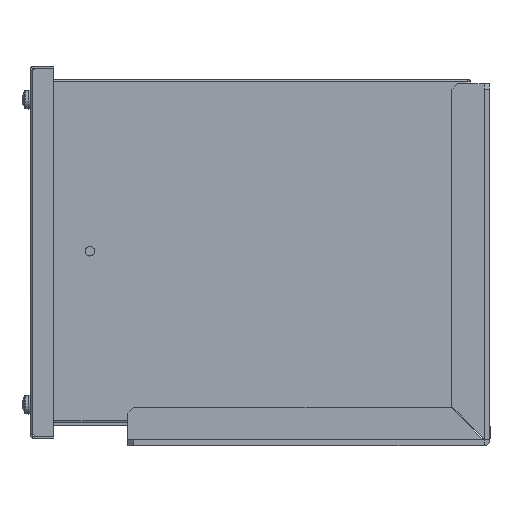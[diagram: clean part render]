
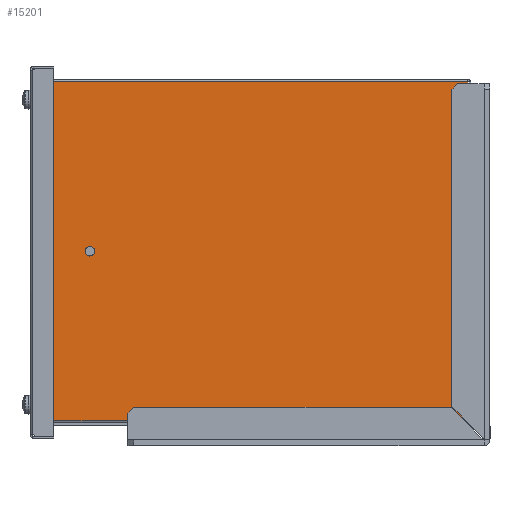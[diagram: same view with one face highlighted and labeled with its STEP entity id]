
A CAD part, left-side view. The second image highlights one B-rep face of the part: STEP entity #15201.
In plain terms, the highlighted planar face has unit normal (-1, 0, 0).
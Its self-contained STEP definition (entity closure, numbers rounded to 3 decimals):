
#428 = CARTESIAN_POINT ( 'NONE',  ( -140., -117.4, -1.9 ) ) ;
#1732 = VERTEX_POINT ( 'NONE', #22821 ) ;
#2276 = DIRECTION ( 'NONE',  ( 0., 0., -1. ) ) ;
#2365 = AXIS2_PLACEMENT_3D ( 'NONE', #25337, #9071, #28082 ) ;
#2640 = DIRECTION ( 'NONE',  ( 0., 0., 1. ) ) ;
#2720 = LINE ( 'NONE', #29642, #16270 ) ;
#3094 = DIRECTION ( 'NONE',  ( -1., 0., 0. ) ) ;
#3222 = VERTEX_POINT ( 'NONE', #10312 ) ;
#3278 = DIRECTION ( 'NONE',  ( 1., 0., 0. ) ) ;
#3780 = CARTESIAN_POINT ( 'NONE',  ( -140., -113.4, -1.9 ) ) ;
#4223 = CARTESIAN_POINT ( 'NONE',  ( -140., -113.9, -178.9 ) ) ;
#4313 = VECTOR ( 'NONE', #13865, 1000. ) ;
#4519 = VECTOR ( 'NONE', #11278, 1000. ) ;
#5005 = VECTOR ( 'NONE', #31249, 1000. ) ;
#5084 = CARTESIAN_POINT ( 'NONE',  ( -140., 113.4, 0. ) ) ;
#5774 = EDGE_CURVE ( 'NONE', #7163, #22975, #5857, .T. ) ;
#5857 = LINE ( 'NONE', #4223, #5005 ) ;
#6264 = ORIENTED_EDGE ( 'NONE', *, *, #23685, .F. ) ;
#6503 = DIRECTION ( 'NONE',  ( 0., 0., -1. ) ) ;
#7163 = VERTEX_POINT ( 'NONE', #8056 ) ;
#7485 = ORIENTED_EDGE ( 'NONE', *, *, #8645, .F. ) ;
#7569 = LINE ( 'NONE', #13382, #27545 ) ;
#8056 = CARTESIAN_POINT ( 'NONE',  ( -140., -113.9, -178.859 ) ) ;
#8345 = VECTOR ( 'NONE', #10573, 1000. ) ;
#8645 = EDGE_CURVE ( 'NONE', #27619, #30334, #11400, .T. ) ;
#8928 = EDGE_CURVE ( 'NONE', #3222, #31295, #17328, .T. ) ;
#9071 = DIRECTION ( 'NONE',  ( -1., 0., 0. ) ) ;
#9828 = CARTESIAN_POINT ( 'NONE',  ( -140., -113.4, -1.1 ) ) ;
#9939 = VECTOR ( 'NONE', #21304, 1000. ) ;
#10047 = VERTEX_POINT ( 'NONE', #17618 ) ;
#10312 = CARTESIAN_POINT ( 'NONE',  ( -140., 113.4, -1.1 ) ) ;
#10546 = ORIENTED_EDGE ( 'NONE', *, *, #12981, .F. ) ;
#10573 = DIRECTION ( 'NONE',  ( 0., -1., 0. ) ) ;
#10661 = DIRECTION ( 'NONE',  ( 0., 1., 0. ) ) ;
#10681 = CARTESIAN_POINT ( 'NONE',  ( -140., 113.859, -178.9 ) ) ;
#11166 = CARTESIAN_POINT ( 'NONE',  ( -140., 0., -178.859 ) ) ;
#11218 = ORIENTED_EDGE ( 'NONE', *, *, #13751, .F. ) ;
#11278 = DIRECTION ( 'NONE',  ( 0., -1., 0. ) ) ;
#11400 = CIRCLE ( 'NONE', #15359, 2.5 ) ;
#11565 = EDGE_CURVE ( 'NONE', #7163, #19194, #2720, .T. ) ;
#12032 = LINE ( 'NONE', #3780, #25643 ) ;
#12261 = CARTESIAN_POINT ( 'NONE',  ( -140., -115., -1.1 ) ) ;
#12469 = ORIENTED_EDGE ( 'NONE', *, *, #8928, .F. ) ;
#12854 = VECTOR ( 'NONE', #2276, 1000. ) ;
#12981 = EDGE_CURVE ( 'NONE', #22993, #3222, #22689, .T. ) ;
#12989 = CARTESIAN_POINT ( 'NONE',  ( -140., -113.859, -178.9 ) ) ;
#13248 = ORIENTED_EDGE ( 'NONE', *, *, #23033, .F. ) ;
#13382 = CARTESIAN_POINT ( 'NONE',  ( -140., 113.859, 0. ) ) ;
#13751 = EDGE_CURVE ( 'NONE', #30334, #27619, #30698, .T. ) ;
#13865 = DIRECTION ( 'NONE',  ( 0., 1., 0. ) ) ;
#14037 = CARTESIAN_POINT ( 'NONE',  ( -140., 0., 0. ) ) ;
#15201 = ADVANCED_FACE ( 'NONE', ( #25498, #32675 ), #30312, .F. ) ;
#15359 = AXIS2_PLACEMENT_3D ( 'NONE', #19270, #3094, #22018 ) ;
#15592 = EDGE_LOOP ( 'NONE', ( #7485, #11218 ) ) ;
#16197 = ORIENTED_EDGE ( 'NONE', *, *, #34570, .F. ) ;
#16270 = VECTOR ( 'NONE', #10661, 1000. ) ;
#16377 = CARTESIAN_POINT ( 'NONE',  ( -140., 113.4, -1.9 ) ) ;
#16890 = VECTOR ( 'NONE', #25455, 1000. ) ;
#17328 = LINE ( 'NONE', #12261, #23681 ) ;
#17618 = CARTESIAN_POINT ( 'NONE',  ( -140., 113.9, -1.9 ) ) ;
#17687 = AXIS2_PLACEMENT_3D ( 'NONE', #14037, #3278, #22228 ) ;
#17934 = VERTEX_POINT ( 'NONE', #20747 ) ;
#18470 = CARTESIAN_POINT ( 'NONE',  ( -140., 113.9, -1.1 ) ) ;
#18887 = LINE ( 'NONE', #428, #4519 ) ;
#19038 = VERTEX_POINT ( 'NONE', #34166 ) ;
#19194 = VERTEX_POINT ( 'NONE', #23874 ) ;
#19222 = LINE ( 'NONE', #18470, #12854 ) ;
#19270 = CARTESIAN_POINT ( 'NONE',  ( -140., 85., -90. ) ) ;
#19550 = ORIENTED_EDGE ( 'NONE', *, *, #31765, .F. ) ;
#20747 = CARTESIAN_POINT ( 'NONE',  ( -140., -113.4, -1.9 ) ) ;
#21008 = EDGE_CURVE ( 'NONE', #10047, #1732, #19222, .T. ) ;
#21304 = DIRECTION ( 'NONE',  ( 0., 0., 1. ) ) ;
#22018 = DIRECTION ( 'NONE',  ( 0., 0., 1. ) ) ;
#22034 = DIRECTION ( 'NONE',  ( 0., 0., -1. ) ) ;
#22228 = DIRECTION ( 'NONE',  ( 0., 0., -1. ) ) ;
#22495 = VECTOR ( 'NONE', #22034, 1000. ) ;
#22689 = LINE ( 'NONE', #5084, #9939 ) ;
#22798 = LINE ( 'NONE', #26836, #8345 ) ;
#22821 = CARTESIAN_POINT ( 'NONE',  ( -140., 113.9, -178.859 ) ) ;
#22975 = VERTEX_POINT ( 'NONE', #32490 ) ;
#22993 = VERTEX_POINT ( 'NONE', #16377 ) ;
#23033 = EDGE_CURVE ( 'NONE', #19038, #1732, #25936, .T. ) ;
#23681 = VECTOR ( 'NONE', #28547, 1000. ) ;
#23685 = EDGE_CURVE ( 'NONE', #19194, #33156, #28867, .T. ) ;
#23689 = ORIENTED_EDGE ( 'NONE', *, *, #5774, .T. ) ;
#23799 = ORIENTED_EDGE ( 'NONE', *, *, #11565, .F. ) ;
#23874 = CARTESIAN_POINT ( 'NONE',  ( -140., -113.859, -178.859 ) ) ;
#24093 = LINE ( 'NONE', #28194, #16890 ) ;
#25337 = CARTESIAN_POINT ( 'NONE',  ( -140., 85., -90. ) ) ;
#25455 = DIRECTION ( 'NONE',  ( 0., -1., 0. ) ) ;
#25498 = FACE_BOUND ( 'NONE', #15592, .T. ) ;
#25643 = VECTOR ( 'NONE', #6503, 1000. ) ;
#25936 = LINE ( 'NONE', #11166, #4313 ) ;
#26836 = CARTESIAN_POINT ( 'NONE',  ( -140., 0., -1.9 ) ) ;
#27041 = ORIENTED_EDGE ( 'NONE', *, *, #21008, .T. ) ;
#27526 = ORIENTED_EDGE ( 'NONE', *, *, #27547, .T. ) ;
#27545 = VECTOR ( 'NONE', #2640, 1000. ) ;
#27547 = EDGE_CURVE ( 'NONE', #30903, #33156, #24093, .T. ) ;
#27619 = VERTEX_POINT ( 'NONE', #28533 ) ;
#27864 = EDGE_CURVE ( 'NONE', #10047, #22993, #22798, .T. ) ;
#27878 = ORIENTED_EDGE ( 'NONE', *, *, #29205, .F. ) ;
#28082 = DIRECTION ( 'NONE',  ( 0., 0., 1. ) ) ;
#28194 = CARTESIAN_POINT ( 'NONE',  ( -140., 113.9, -178.9 ) ) ;
#28533 = CARTESIAN_POINT ( 'NONE',  ( -140., 85., -87.5 ) ) ;
#28547 = DIRECTION ( 'NONE',  ( 0., -1., 0. ) ) ;
#28867 = LINE ( 'NONE', #32913, #22495 ) ;
#29205 = EDGE_CURVE ( 'NONE', #17934, #22975, #18887, .T. ) ;
#29642 = CARTESIAN_POINT ( 'NONE',  ( -140., 0., -178.859 ) ) ;
#30121 = EDGE_LOOP ( 'NONE', ( #19550, #12469, #10546, #31689, #27041, #13248, #16197, #27526, #6264, #23799, #23689, #27878 ) ) ;
#30312 = PLANE ( 'NONE',  #17687 ) ;
#30334 = VERTEX_POINT ( 'NONE', #32882 ) ;
#30698 = CIRCLE ( 'NONE', #2365, 2.5 ) ;
#30903 = VERTEX_POINT ( 'NONE', #10681 ) ;
#31249 = DIRECTION ( 'NONE',  ( 0., 0., 1. ) ) ;
#31295 = VERTEX_POINT ( 'NONE', #9828 ) ;
#31689 = ORIENTED_EDGE ( 'NONE', *, *, #27864, .F. ) ;
#31765 = EDGE_CURVE ( 'NONE', #31295, #17934, #12032, .T. ) ;
#32490 = CARTESIAN_POINT ( 'NONE',  ( -140., -113.9, -1.9 ) ) ;
#32675 = FACE_OUTER_BOUND ( 'NONE', #30121, .T. ) ;
#32882 = CARTESIAN_POINT ( 'NONE',  ( -140., 85., -92.5 ) ) ;
#32913 = CARTESIAN_POINT ( 'NONE',  ( -140., -113.859, 0. ) ) ;
#33156 = VERTEX_POINT ( 'NONE', #12989 ) ;
#34166 = CARTESIAN_POINT ( 'NONE',  ( -140., 113.859, -178.859 ) ) ;
#34570 = EDGE_CURVE ( 'NONE', #30903, #19038, #7569, .T. ) ;
